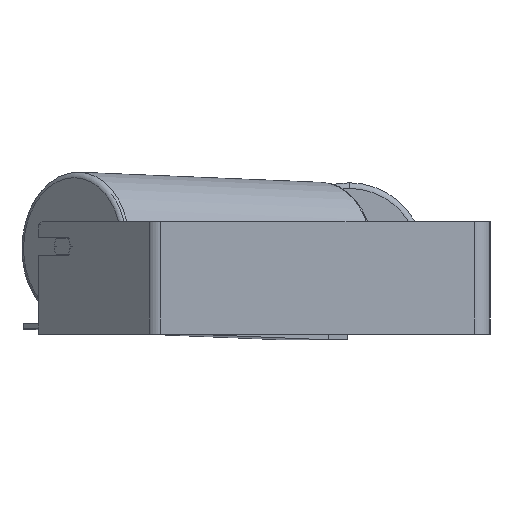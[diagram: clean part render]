
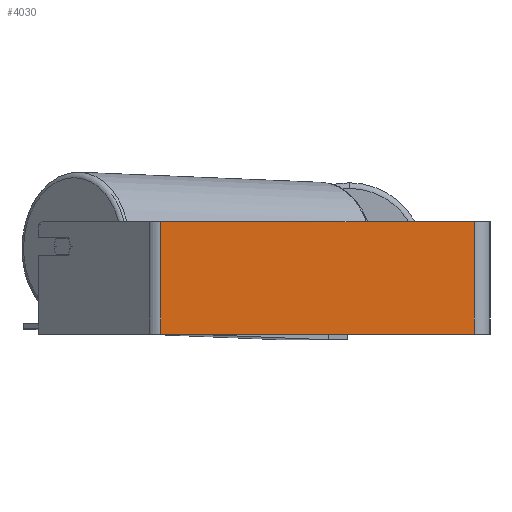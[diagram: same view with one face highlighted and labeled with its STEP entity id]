
A CAD part, left-side view. The second image highlights one B-rep face of the part: STEP entity #4030.
In plain terms, the highlighted planar face has unit normal (-1, 0, 0).
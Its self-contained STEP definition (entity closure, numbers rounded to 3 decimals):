
#215 = EDGE_CURVE ( 'NONE', #4620, #5947, #3042, .T. ) ;
#287 = VECTOR ( 'NONE', #5150, 1000. ) ;
#836 = ORIENTED_EDGE ( 'NONE', *, *, #215, .F. ) ;
#1037 = EDGE_CURVE ( 'NONE', #1836, #4788, #4487, .T. ) ;
#1135 = EDGE_CURVE ( 'NONE', #4788, #5947, #7455, .T. ) ;
#1385 = FACE_OUTER_BOUND ( 'NONE', #8362, .T. ) ;
#1538 = CARTESIAN_POINT ( 'NONE',  ( -525., 298.646, 50. ) ) ;
#1581 = LINE ( 'NONE', #1538, #3022 ) ;
#1744 = VECTOR ( 'NONE', #6684, 1000. ) ;
#1836 = VERTEX_POINT ( 'NONE', #9033 ) ;
#2175 = CARTESIAN_POINT ( 'NONE',  ( -525., 298.646, 50. ) ) ;
#3022 = VECTOR ( 'NONE', #5061, 1000. ) ;
#3042 = LINE ( 'NONE', #8601, #6746 ) ;
#4027 = AXIS2_PLACEMENT_3D ( 'NONE', #2175, #8366, #6947 ) ;
#4030 = ADVANCED_FACE ( 'NONE', ( #1385 ), #4944, .F. ) ;
#4448 = CARTESIAN_POINT ( 'NONE',  ( -525., 292.847, 50. ) ) ;
#4487 = LINE ( 'NONE', #4448, #287 ) ;
#4620 = VERTEX_POINT ( 'NONE', #8532 ) ;
#4788 = VERTEX_POINT ( 'NONE', #5529 ) ;
#4944 = PLANE ( 'NONE',  #4027 ) ;
#4965 = DIRECTION ( 'NONE',  ( 0., 0., -1. ) ) ;
#5061 = DIRECTION ( 'NONE',  ( 0., -1., 0. ) ) ;
#5100 = EDGE_CURVE ( 'NONE', #1836, #4620, #1581, .T. ) ;
#5150 = DIRECTION ( 'NONE',  ( 0., 0., -1. ) ) ;
#5529 = CARTESIAN_POINT ( 'NONE',  ( -525., 292.847, -50. ) ) ;
#5947 = VERTEX_POINT ( 'NONE', #8023 ) ;
#6684 = DIRECTION ( 'NONE',  ( 0., -1., 0. ) ) ;
#6746 = VECTOR ( 'NONE', #4965, 1000. ) ;
#6947 = DIRECTION ( 'NONE',  ( 0., 0., -1. ) ) ;
#6985 = ORIENTED_EDGE ( 'NONE', *, *, #5100, .F. ) ;
#7129 = ORIENTED_EDGE ( 'NONE', *, *, #1037, .T. ) ;
#7455 = LINE ( 'NONE', #8194, #1744 ) ;
#8023 = CARTESIAN_POINT ( 'NONE',  ( -525., 14., -50. ) ) ;
#8194 = CARTESIAN_POINT ( 'NONE',  ( -525., 298.646, -50. ) ) ;
#8362 = EDGE_LOOP ( 'NONE', ( #8917, #836, #6985, #7129 ) ) ;
#8366 = DIRECTION ( 'NONE',  ( 1., 0., 0. ) ) ;
#8532 = CARTESIAN_POINT ( 'NONE',  ( -525., 14., 50. ) ) ;
#8601 = CARTESIAN_POINT ( 'NONE',  ( -525., 14., 50. ) ) ;
#8917 = ORIENTED_EDGE ( 'NONE', *, *, #1135, .T. ) ;
#9033 = CARTESIAN_POINT ( 'NONE',  ( -525., 292.847, 50. ) ) ;
